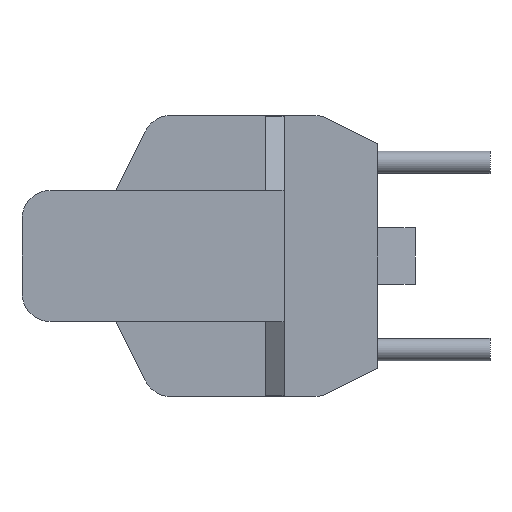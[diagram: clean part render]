
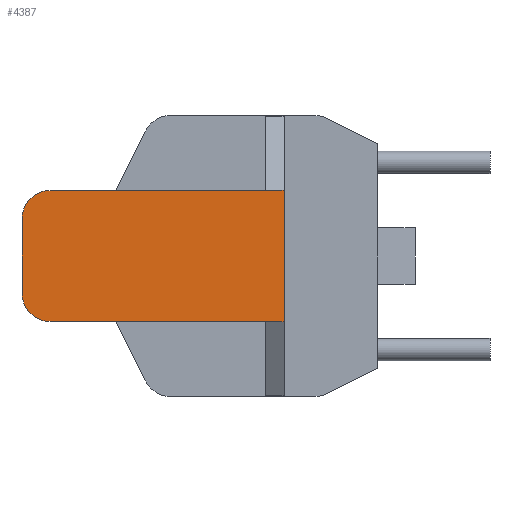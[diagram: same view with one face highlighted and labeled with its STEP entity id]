
A CAD part, left-side view. The second image highlights one B-rep face of the part: STEP entity #4387.
In plain terms, the highlighted planar face has unit normal (-1, 0, 0).
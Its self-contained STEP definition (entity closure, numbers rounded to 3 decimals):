
#53 = LINE ( 'NONE', #1461, #1868 ) ;
#117 = CIRCLE ( 'NONE', #480, 1.5 ) ;
#129 = DIRECTION ( 'NONE',  ( 0., -1., 0. ) ) ;
#193 = EDGE_LOOP ( 'NONE', ( #3510, #1439, #2909, #2209, #1940, #4027, #2652, #4184 ) ) ;
#203 = LINE ( 'NONE', #871, #263 ) ;
#231 = LINE ( 'NONE', #4453, #932 ) ;
#240 = LINE ( 'NONE', #1649, #1955 ) ;
#263 = VECTOR ( 'NONE', #2934, 1000. ) ;
#480 = AXIS2_PLACEMENT_3D ( 'NONE', #4060, #898, #4130 ) ;
#646 = VERTEX_POINT ( 'NONE', #3308 ) ;
#773 = AXIS2_PLACEMENT_3D ( 'NONE', #3522, #3182, #3874 ) ;
#871 = CARTESIAN_POINT ( 'NONE',  ( -2.5, 8., 3.5 ) ) ;
#898 = DIRECTION ( 'NONE',  ( -1., 0., 0. ) ) ;
#932 = VECTOR ( 'NONE', #3375, 1000. ) ;
#1015 = VERTEX_POINT ( 'NONE', #4077 ) ;
#1269 = CARTESIAN_POINT ( 'NONE',  ( -2.5, 8., 2. ) ) ;
#1315 = CARTESIAN_POINT ( 'NONE',  ( -2.5, -4.5, -3.5 ) ) ;
#1368 = EDGE_CURVE ( 'NONE', #2734, #1966, #203, .T. ) ;
#1439 = ORIENTED_EDGE ( 'NONE', *, *, #3968, .T. ) ;
#1461 = CARTESIAN_POINT ( 'NONE',  ( -2.5, -3.5, -3.5 ) ) ;
#1508 = CARTESIAN_POINT ( 'NONE',  ( -2.5, -4.5, 3.5 ) ) ;
#1649 = CARTESIAN_POINT ( 'NONE',  ( -2.5, 8., 3.5 ) ) ;
#1681 = DIRECTION ( 'NONE',  ( 0., 0., 1. ) ) ;
#1687 = FACE_OUTER_BOUND ( 'NONE', #193, .T. ) ;
#1868 = VECTOR ( 'NONE', #2520, 1000. ) ;
#1870 = VECTOR ( 'NONE', #1681, 1000. ) ;
#1937 = DIRECTION ( 'NONE',  ( -1., 0., 0. ) ) ;
#1940 = ORIENTED_EDGE ( 'NONE', *, *, #2449, .T. ) ;
#1955 = VECTOR ( 'NONE', #4468, 1000. ) ;
#1966 = VERTEX_POINT ( 'NONE', #4138 ) ;
#2007 = DIRECTION ( 'NONE',  ( 0., 0., 1. ) ) ;
#2073 = PLANE ( 'NONE',  #773 ) ;
#2164 = AXIS2_PLACEMENT_3D ( 'NONE', #1269, #1937, #2007 ) ;
#2209 = ORIENTED_EDGE ( 'NONE', *, *, #2773, .T. ) ;
#2394 = CIRCLE ( 'NONE', #2164, 1.5 ) ;
#2449 = EDGE_CURVE ( 'NONE', #3767, #3544, #53, .T. ) ;
#2494 = EDGE_CURVE ( 'NONE', #1966, #1015, #2394, .T. ) ;
#2520 = DIRECTION ( 'NONE',  ( 0., -1., 0. ) ) ;
#2652 = ORIENTED_EDGE ( 'NONE', *, *, #2923, .T. ) ;
#2734 = VERTEX_POINT ( 'NONE', #3979 ) ;
#2773 = EDGE_CURVE ( 'NONE', #3294, #3767, #4325, .T. ) ;
#2824 = EDGE_CURVE ( 'NONE', #3544, #3399, #4118, .T. ) ;
#2909 = ORIENTED_EDGE ( 'NONE', *, *, #3879, .T. ) ;
#2923 = EDGE_CURVE ( 'NONE', #3399, #2734, #240, .T. ) ;
#2934 = DIRECTION ( 'NONE',  ( 0., 1., 0. ) ) ;
#3182 = DIRECTION ( 'NONE',  ( -1., 0., 0. ) ) ;
#3287 = CARTESIAN_POINT ( 'NONE',  ( -2.5, 8., -3.5 ) ) ;
#3294 = VERTEX_POINT ( 'NONE', #4188 ) ;
#3308 = CARTESIAN_POINT ( 'NONE',  ( -2.5, 9.5, -2. ) ) ;
#3375 = DIRECTION ( 'NONE',  ( 0., 0., -1. ) ) ;
#3399 = VERTEX_POINT ( 'NONE', #1508 ) ;
#3510 = ORIENTED_EDGE ( 'NONE', *, *, #2494, .T. ) ;
#3522 = CARTESIAN_POINT ( 'NONE',  ( -2.5, 8., 2. ) ) ;
#3544 = VERTEX_POINT ( 'NONE', #4153 ) ;
#3767 = VERTEX_POINT ( 'NONE', #3972 ) ;
#3874 = DIRECTION ( 'NONE',  ( 0., 0., 1. ) ) ;
#3879 = EDGE_CURVE ( 'NONE', #646, #3294, #117, .T. ) ;
#3968 = EDGE_CURVE ( 'NONE', #1015, #646, #231, .T. ) ;
#3972 = CARTESIAN_POINT ( 'NONE',  ( -2.5, -3.5, -3.5 ) ) ;
#3979 = CARTESIAN_POINT ( 'NONE',  ( -2.5, -3.5, 3.5 ) ) ;
#4027 = ORIENTED_EDGE ( 'NONE', *, *, #2824, .T. ) ;
#4060 = CARTESIAN_POINT ( 'NONE',  ( -2.5, 8., -2. ) ) ;
#4077 = CARTESIAN_POINT ( 'NONE',  ( -2.5, 9.5, 2. ) ) ;
#4118 = LINE ( 'NONE', #1315, #1870 ) ;
#4130 = DIRECTION ( 'NONE',  ( 0., 0., 1. ) ) ;
#4138 = CARTESIAN_POINT ( 'NONE',  ( -2.5, 8., 3.5 ) ) ;
#4153 = CARTESIAN_POINT ( 'NONE',  ( -2.5, -4.5, -3.5 ) ) ;
#4155 = VECTOR ( 'NONE', #129, 1000. ) ;
#4184 = ORIENTED_EDGE ( 'NONE', *, *, #1368, .T. ) ;
#4188 = CARTESIAN_POINT ( 'NONE',  ( -2.5, 8., -3.5 ) ) ;
#4325 = LINE ( 'NONE', #3287, #4155 ) ;
#4387 = ADVANCED_FACE ( 'NONE', ( #1687 ), #2073, .T. ) ;
#4453 = CARTESIAN_POINT ( 'NONE',  ( -2.5, 9.5, -2. ) ) ;
#4468 = DIRECTION ( 'NONE',  ( 0., 1., 0. ) ) ;
